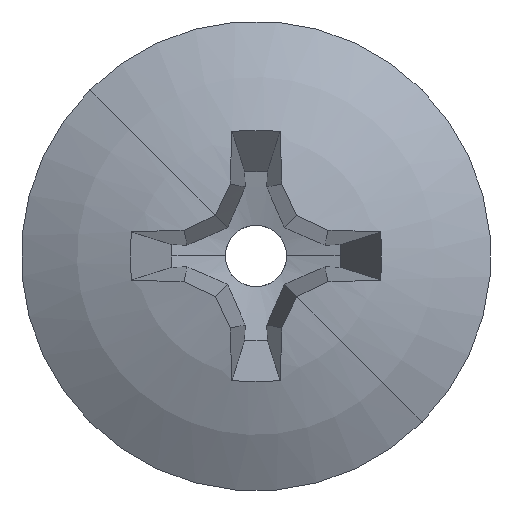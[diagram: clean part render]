
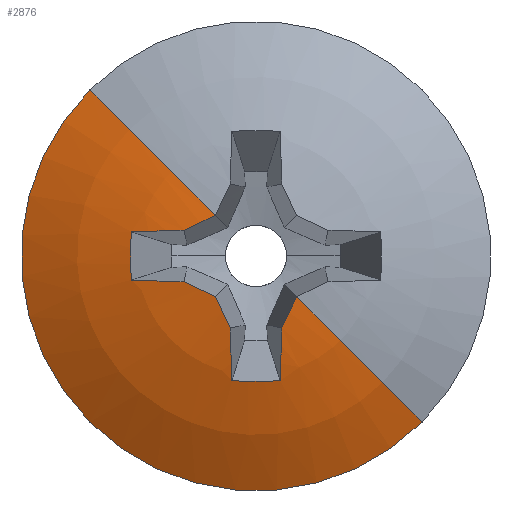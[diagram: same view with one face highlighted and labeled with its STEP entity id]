
A CAD part, left-side view. The second image highlights one B-rep face of the part: STEP entity #2876.
In plain terms, the highlighted spherical face has radius 11.711 mm.
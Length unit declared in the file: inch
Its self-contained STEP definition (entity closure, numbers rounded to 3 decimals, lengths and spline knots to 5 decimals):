
#1084=CARTESIAN_POINT('',(0.28537,0.0276,
0.0276));
#1085=DIRECTION('',(-0.144,0.7,0.7));
#1086=DIRECTION('',(-0.95,0.099,-0.295));
#1087=AXIS2_PLACEMENT_3D('',#1084,#1085,#1086);
#1089=CARTESIAN_POINT('',(-0.1662,0.,-0.05908));
#1090=CARTESIAN_POINT('',(-0.16603,0.00363,
-0.06037));
#1091=CARTESIAN_POINT('',(-0.1656,0.01086,
-0.06294));
#1092=CARTESIAN_POINT('',(-0.16471,0.02141,
-0.06665));
#1093=CARTESIAN_POINT('',(-0.16383,0.02932,
-0.06939));
#1094=CARTESIAN_POINT('',(-0.1633,0.03344,
-0.07081));
#1096=CARTESIAN_POINT('',(-0.1633,-0.03344,
-0.07081));
#1097=CARTESIAN_POINT('',(-0.16383,-0.02929,
-0.06938));
#1098=CARTESIAN_POINT('',(-0.16471,-0.02134,
-0.06662));
#1099=CARTESIAN_POINT('',(-0.16561,-0.01076,
-0.06291));
#1100=CARTESIAN_POINT('',(-0.16603,-0.00359,
-0.06036));
#1101=CARTESIAN_POINT('',(-0.1662,0.,-0.05908));
#1103=CARTESIAN_POINT('',(0.28537,-0.0276,
0.0276));
#1104=DIRECTION('',(-0.144,-0.7,0.7));
#1105=DIRECTION('',(-0.977,-0.013,-0.214));
#1106=AXIS2_PLACEMENT_3D('',#1103,#1104,#1105);
#1108=CARTESIAN_POINT('',(0.26025,0.0463,
0.0463));
#1109=DIRECTION('',(-0.426,0.64,0.64));
#1110=DIRECTION('',(-0.903,-0.262,-0.339));
#1111=AXIS2_PLACEMENT_3D('',#1108,#1109,#1110);
#1113=CARTESIAN_POINT('',(0.28537,0.0276,
-0.0276));
#1114=DIRECTION('',(-0.144,0.7,-0.7));
#1115=DIRECTION('',(-0.95,-0.295,-0.099));
#1116=AXIS2_PLACEMENT_3D('',#1113,#1114,#1115);
#1118=CARTESIAN_POINT('',(-0.1662,-0.05908,0.));
#1119=CARTESIAN_POINT('',(-0.16614,-0.05957,
-0.00138));
#1120=CARTESIAN_POINT('',(-0.16599,-0.06055,
-0.00414));
#1121=CARTESIAN_POINT('',(-0.16574,-0.06203,
-0.0083));
#1122=CARTESIAN_POINT('',(-0.16544,-0.06349,
-0.01244));
#1123=CARTESIAN_POINT('',(-0.16511,-0.06495,
-0.01659));
#1124=CARTESIAN_POINT('',(-0.16473,-0.0664,
-0.02072));
#1125=CARTESIAN_POINT('',(-0.16431,-0.06785,
-0.02489));
#1126=CARTESIAN_POINT('',(-0.16384,-0.06931,
-0.0291));
#1127=CARTESIAN_POINT('',(-0.16349,-0.07031,
-0.03199));
#1128=CARTESIAN_POINT('',(-0.1633,-0.07081,
-0.03344));
#1130=CARTESIAN_POINT('',(0.29107,0.,0.));
#1131=DIRECTION('',(0.,0.,-1.));
#1132=DIRECTION('',(-0.853,-0.523,0.));
#1133=AXIS2_PLACEMENT_3D('',#1130,#1131,#1132);
#1135=CARTESIAN_POINT('',(-0.102,0.,0.));
#1136=DIRECTION('',(-1.,0.,0.));
#1137=DIRECTION('',(0.,1.,0.));
#1138=AXIS2_PLACEMENT_3D('',#1135,#1136,#1137);
#1140=CARTESIAN_POINT('',(0.29107,0.,0.));
#1141=DIRECTION('',(0.,0.,1.));
#1142=DIRECTION('',(-0.853,0.523,0.));
#1143=AXIS2_PLACEMENT_3D('',#1140,#1141,#1142);
#1145=CARTESIAN_POINT('',(-0.1633,0.07081,
-0.03344));
#1146=CARTESIAN_POINT('',(-0.16348,0.07032,
-0.03201));
#1147=CARTESIAN_POINT('',(-0.16383,0.06933,
-0.02915));
#1148=CARTESIAN_POINT('',(-0.16431,0.06786,
-0.02491));
#1149=CARTESIAN_POINT('',(-0.16473,0.06639,
-0.02071));
#1150=CARTESIAN_POINT('',(-0.16511,0.06493,
-0.01654));
#1151=CARTESIAN_POINT('',(-0.16545,0.06347,
-0.01239));
#1152=CARTESIAN_POINT('',(-0.16574,0.06202,
-0.00827));
#1153=CARTESIAN_POINT('',(-0.16599,0.06055,
-0.00414));
#1154=CARTESIAN_POINT('',(-0.16614,0.05957,
-0.00139));
#1155=CARTESIAN_POINT('',(-0.1662,0.05908,0.));
#1157=CARTESIAN_POINT('',(0.28537,-0.0276,
-0.0276));
#1158=DIRECTION('',(0.144,0.7,0.7));
#1159=DIRECTION('',(-0.95,0.295,-0.099));
#1160=AXIS2_PLACEMENT_3D('',#1157,#1158,#1159);
#1162=CARTESIAN_POINT('',(0.26025,-0.0463,
0.0463));
#1163=DIRECTION('',(0.426,0.64,-0.64));
#1164=DIRECTION('',(-0.903,0.262,-0.339));
#1165=AXIS2_PLACEMENT_3D('',#1162,#1163,#1164);
#1441=CARTESIAN_POINT('',(-0.1662,-0.05908,0.));
#1487=CARTESIAN_POINT('',(-0.1662,0.05908,0.));
#1685=CARTESIAN_POINT('',(-0.102,0.241,0.));
#1687=VERTEX_POINT('',#1685);
#1689=CARTESIAN_POINT('',(-0.102,-0.241,0.));
#1691=VERTEX_POINT('',#1689);
#1719=VERTEX_POINT('',#1441);
#1734=VERTEX_POINT('',#1487);
#1735=CARTESIAN_POINT('',(-0.15115,0.07317,
-0.10803));
#1736=CARTESIAN_POINT('',(-0.1633,0.03344,
-0.07081));
#1737=VERTEX_POINT('',#1735);
#1738=VERTEX_POINT('',#1736);
#1739=VERTEX_POINT('',#1089);
#1740=VERTEX_POINT('',#1096);
#1741=CARTESIAN_POINT('',(-0.15115,-0.07317,
-0.10803));
#1742=VERTEX_POINT('',#1741);
#1743=CARTESIAN_POINT('',(-0.15115,-0.10803,
-0.07317));
#1744=VERTEX_POINT('',#1743);
#1745=CARTESIAN_POINT('',(-0.1633,-0.07081,
-0.03344));
#1746=VERTEX_POINT('',#1745);
#1747=VERTEX_POINT('',#1145);
#1748=CARTESIAN_POINT('',(-0.15115,0.10803,
-0.07317));
#1749=VERTEX_POINT('',#1748);
#2844=CARTESIAN_POINT('',(0.29107,0.,0.));
#2845=DIRECTION('',(1.,0.,0.));
#2846=DIRECTION('',(0.,-1.,0.));
#2847=AXIS2_PLACEMENT_3D('',#2844,#2845,#2846);
#2848=SPHERICAL_SURFACE('',#2847,0.46107);
#2850=ORIENTED_EDGE('',*,*,#2849,.T.);
#2852=ORIENTED_EDGE('',*,*,#2851,.F.);
#2854=ORIENTED_EDGE('',*,*,#2853,.F.);
#2856=ORIENTED_EDGE('',*,*,#2855,.T.);
#2858=ORIENTED_EDGE('',*,*,#2857,.T.);
#2860=ORIENTED_EDGE('',*,*,#2859,.T.);
#2862=ORIENTED_EDGE('',*,*,#2861,.F.);
#2864=ORIENTED_EDGE('',*,*,#2863,.F.);
#2865=ORIENTED_EDGE('',*,*,#2837,.F.);
#2867=ORIENTED_EDGE('',*,*,#2866,.T.);
#2869=ORIENTED_EDGE('',*,*,#2868,.F.);
#2871=ORIENTED_EDGE('',*,*,#2870,.F.);
#2873=ORIENTED_EDGE('',*,*,#2872,.F.);
#2874=EDGE_LOOP('',(#2850,#2852,#2854,#2856,#2858,#2860,#2862,#2864,#2865,#2867,
#2869,#2871,#2873));
#2875=FACE_OUTER_BOUND('',#2874,.F.);
#1088=CIRCLE('',#1087,0.45938);
#1095=B_SPLINE_CURVE_WITH_KNOTS('',3,(#1089,#1090,#1091,#1092,#1093,#1094),
.UNSPECIFIED.,.F.,.F.,(4,1,1,4),(0.,0.33333,0.66667,1.),
.UNSPECIFIED.);
#1102=B_SPLINE_CURVE_WITH_KNOTS('',3,(#1096,#1097,#1098,#1099,#1100,#1101),
.UNSPECIFIED.,.F.,.F.,(4,1,1,4),(0.,0.33333,0.66667,1.),
.UNSPECIFIED.);
#1107=CIRCLE('',#1106,0.45938);
#1112=CIRCLE('',#1111,0.45535);
#1117=CIRCLE('',#1116,0.45938);
#1129=B_SPLINE_CURVE_WITH_KNOTS('',3,(#1118,#1119,#1120,#1121,#1122,#1123,#1124,
#1125,#1126,#1127,#1128),.UNSPECIFIED.,.F.,.F.,(4,1,1,1,1,1,1,1,4),(0.,
0.125,0.25,0.375,0.5,0.625,0.75,0.875,1.),.UNSPECIFIED.);
#1134=CIRCLE('',#1133,0.46107);
#1139=CIRCLE('',#1138,0.241);
#1144=CIRCLE('',#1143,0.46107);
#1156=B_SPLINE_CURVE_WITH_KNOTS('',3,(#1145,#1146,#1147,#1148,#1149,#1150,#1151,
#1152,#1153,#1154,#1155),.UNSPECIFIED.,.F.,.F.,(4,1,1,1,1,1,1,1,4),(0.,
0.125,0.25,0.375,0.5,0.625,0.75,0.875,1.),.UNSPECIFIED.);
#1161=CIRCLE('',#1160,0.45938);
#1166=CIRCLE('',#1165,0.45535);
#2837=EDGE_CURVE('',#1687,#1691,#1139,.T.);
#2849=EDGE_CURVE('',#1737,#1738,#1088,.T.);
#2851=EDGE_CURVE('',#1739,#1738,#1095,.T.);
#2853=EDGE_CURVE('',#1740,#1739,#1102,.T.);
#2855=EDGE_CURVE('',#1740,#1742,#1107,.T.);
#2857=EDGE_CURVE('',#1742,#1744,#1112,.T.);
#2859=EDGE_CURVE('',#1744,#1746,#1117,.T.);
#2861=EDGE_CURVE('',#1719,#1746,#1129,.T.);
#2863=EDGE_CURVE('',#1691,#1719,#1134,.T.);
#2866=EDGE_CURVE('',#1687,#1734,#1144,.T.);
#2868=EDGE_CURVE('',#1747,#1734,#1156,.T.);
#2870=EDGE_CURVE('',#1749,#1747,#1161,.T.);
#2872=EDGE_CURVE('',#1737,#1749,#1166,.T.);
#2876=ADVANCED_FACE('',(#2875),#2848,.T.);
